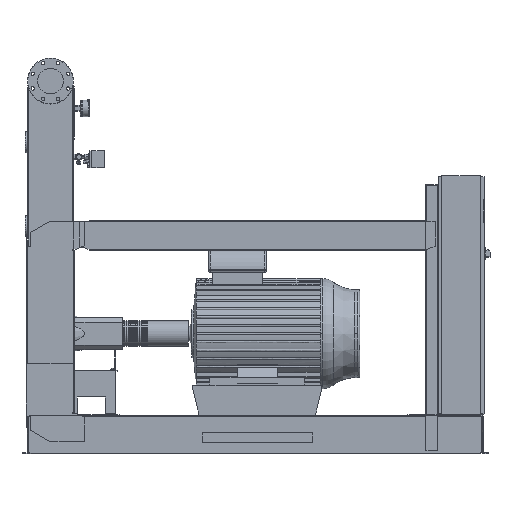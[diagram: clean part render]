
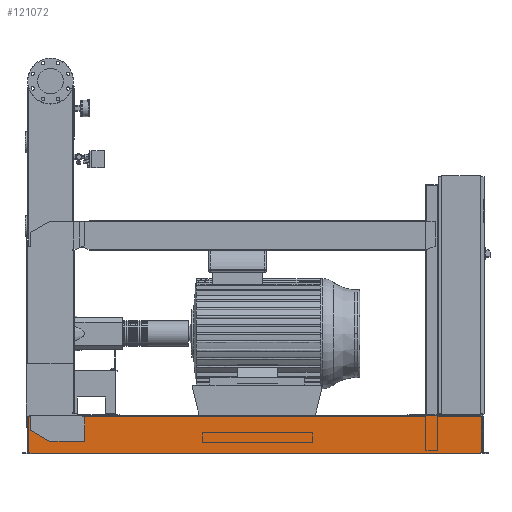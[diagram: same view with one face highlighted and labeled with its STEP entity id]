
A CAD part, front view. The second image highlights one B-rep face of the part: STEP entity #121072.
In plain terms, the highlighted free-form (B-spline) face has degree [1, 1] with [2, 2] control points.
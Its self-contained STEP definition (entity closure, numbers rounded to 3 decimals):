
#116303=CARTESIAN_POINT('',(-113.,-460.5,202.));
#116304=VERTEX_POINT('',#116303);
#116311=CARTESIAN_POINT('',(-113.,-460.5,208.));
#116312=VERTEX_POINT('',#116311);
#116313=CARTESIAN_POINT('',(-113.,-460.5,202.));
#116314=DIRECTION('',(0.0,0.0,1.0));
#116315=VECTOR('',#116314,6.);
#116316=LINE('',#116313,#116315);
#116317=EDGE_CURVE('',#116304,#116312,#116316,.T.);
#119357=CARTESIAN_POINT('',(2340.,-460.5,208.));
#119358=VERTEX_POINT('',#119357);
#119359=CARTESIAN_POINT('',(-113.,-460.5,208.));
#119360=DIRECTION('',(1.0,0.0,0.0));
#119361=VECTOR('',#119360,2453.0);
#119362=LINE('',#119359,#119361);
#119363=EDGE_CURVE('',#116312,#119358,#119362,.T.);
#120660=CARTESIAN_POINT('',(2348.,-460.5,202.));
#120661=VERTEX_POINT('',#120660);
#120668=CARTESIAN_POINT('',(2348.,-460.5,112.689));
#120669=VERTEX_POINT('',#120668);
#120670=CARTESIAN_POINT('',(2348.,-460.5,112.689));
#120671=DIRECTION('',(0.0,0.0,1.0));
#120672=VECTOR('',#120671,89.311);
#120673=LINE('',#120670,#120672);
#120674=EDGE_CURVE('',#120669,#120661,#120673,.T.);
#120986=CARTESIAN_POINT('',(-121.,-460.5,3.));
#120987=CARTESIAN_POINT('',(-121.,-460.5,208.));
#120988=CARTESIAN_POINT('',(2348.,-460.5,3.));
#120989=CARTESIAN_POINT('',(2348.,-460.5,208.));
#120990=B_SPLINE_SURFACE_WITH_KNOTS('',1,1,((#120986,#120988),(#120987,#120989)),.UNSPECIFIED.,.F.,.F.,.U.,(2,2),(2,2),(0.0,205.),(0.0,2469.0),.UNSPECIFIED.);
#120991=CARTESIAN_POINT('',(2348.,-460.5,6.));
#120992=VERTEX_POINT('',#120991);
#120993=CARTESIAN_POINT('',(2348.,-460.5,6.));
#120994=DIRECTION('',(0.0,0.0,1.0));
#120995=VECTOR('',#120994,106.689);
#120996=LINE('',#120993,#120995);
#120997=EDGE_CURVE('',#120992,#120669,#120996,.T.);
#120998=ORIENTED_EDGE('',*,*,#120997,.T.);
#120999=ORIENTED_EDGE('',*,*,#120674,.T.);
#121000=CARTESIAN_POINT('',(2340.,-460.5,202.));
#121001=VERTEX_POINT('',#121000);
#121002=CARTESIAN_POINT('',(2348.,-460.5,202.));
#121003=DIRECTION('',(-1.0,0.0,0.0));
#121004=VECTOR('',#121003,8.0);
#121005=LINE('',#121002,#121004);
#121006=EDGE_CURVE('',#120661,#121001,#121005,.T.);
#121007=ORIENTED_EDGE('',*,*,#121006,.T.);
#121008=CARTESIAN_POINT('',(2340.,-460.5,208.));
#121009=DIRECTION('',(0.0,0.0,-1.0));
#121010=VECTOR('',#121009,6.);
#121011=LINE('',#121008,#121010);
#121012=EDGE_CURVE('',#119358,#121001,#121011,.T.);
#121013=ORIENTED_EDGE('',*,*,#121012,.F.);
#121014=ORIENTED_EDGE('',*,*,#119363,.F.);
#121015=ORIENTED_EDGE('',*,*,#116317,.F.);
#121016=CARTESIAN_POINT('',(-121.,-460.5,202.));
#121017=VERTEX_POINT('',#121016);
#121018=CARTESIAN_POINT('',(-113.,-460.5,202.));
#121019=DIRECTION('',(-1.0,0.0,0.0));
#121020=VECTOR('',#121019,8.0);
#121021=LINE('',#121018,#121020);
#121022=EDGE_CURVE('',#116304,#121017,#121021,.T.);
#121023=ORIENTED_EDGE('',*,*,#121022,.T.);
#121024=CARTESIAN_POINT('',(-121.,-460.5,6.));
#121025=VERTEX_POINT('',#121024);
#121026=CARTESIAN_POINT('',(-121.,-460.5,202.));
#121027=DIRECTION('',(0.0,0.0,-1.0));
#121028=VECTOR('',#121027,196.);
#121029=LINE('',#121026,#121028);
#121030=EDGE_CURVE('',#121017,#121025,#121029,.T.);
#121031=ORIENTED_EDGE('',*,*,#121030,.T.);
#121032=CARTESIAN_POINT('',(-113.,-460.5,6.));
#121033=VERTEX_POINT('',#121032);
#121034=CARTESIAN_POINT('',(-121.,-460.5,6.));
#121035=DIRECTION('',(1.0,0.0,0.0));
#121036=VECTOR('',#121035,8.0);
#121037=LINE('',#121034,#121036);
#121038=EDGE_CURVE('',#121025,#121033,#121037,.T.);
#121039=ORIENTED_EDGE('',*,*,#121038,.T.);
#121040=CARTESIAN_POINT('',(-113.0,-460.5,3.));
#121041=VERTEX_POINT('',#121040);
#121042=CARTESIAN_POINT('',(-113.0,-460.5,3.));
#121043=DIRECTION('',(0.,0.0,1.0));
#121044=VECTOR('',#121043,3.);
#121045=LINE('',#121042,#121044);
#121046=EDGE_CURVE('',#121041,#121033,#121045,.T.);
#121047=ORIENTED_EDGE('',*,*,#121046,.F.);
#121048=CARTESIAN_POINT('',(2340.,-460.5,3.));
#121049=VERTEX_POINT('',#121048);
#121050=CARTESIAN_POINT('',(2340.,-460.5,3.));
#121051=DIRECTION('',(-1.0,0.0,0.0));
#121052=VECTOR('',#121051,2453.);
#121053=LINE('',#121050,#121052);
#121054=EDGE_CURVE('',#121049,#121041,#121053,.T.);
#121055=ORIENTED_EDGE('',*,*,#121054,.F.);
#121056=CARTESIAN_POINT('',(2340.,-460.5,6.));
#121057=VERTEX_POINT('',#121056);
#121058=CARTESIAN_POINT('',(2340.,-460.5,6.));
#121059=DIRECTION('',(0.0,0.0,-1.0));
#121060=VECTOR('',#121059,3.);
#121061=LINE('',#121058,#121060);
#121062=EDGE_CURVE('',#121057,#121049,#121061,.T.);
#121063=ORIENTED_EDGE('',*,*,#121062,.F.);
#121064=CARTESIAN_POINT('',(2340.,-460.5,6.));
#121065=DIRECTION('',(1.0,0.0,0.0));
#121066=VECTOR('',#121065,8.0);
#121067=LINE('',#121064,#121066);
#121068=EDGE_CURVE('',#121057,#120992,#121067,.T.);
#121069=ORIENTED_EDGE('',*,*,#121068,.T.);
#121070=EDGE_LOOP('',(#120998,#120999,#121007,#121013,#121014,#121015,#121023,#121031,#121039,#121047,#121055,#121063,#121069));
#121071=FACE_OUTER_BOUND('',#121070,.T.);
#121072=ADVANCED_FACE('',(#121071),#120990,.F.);
